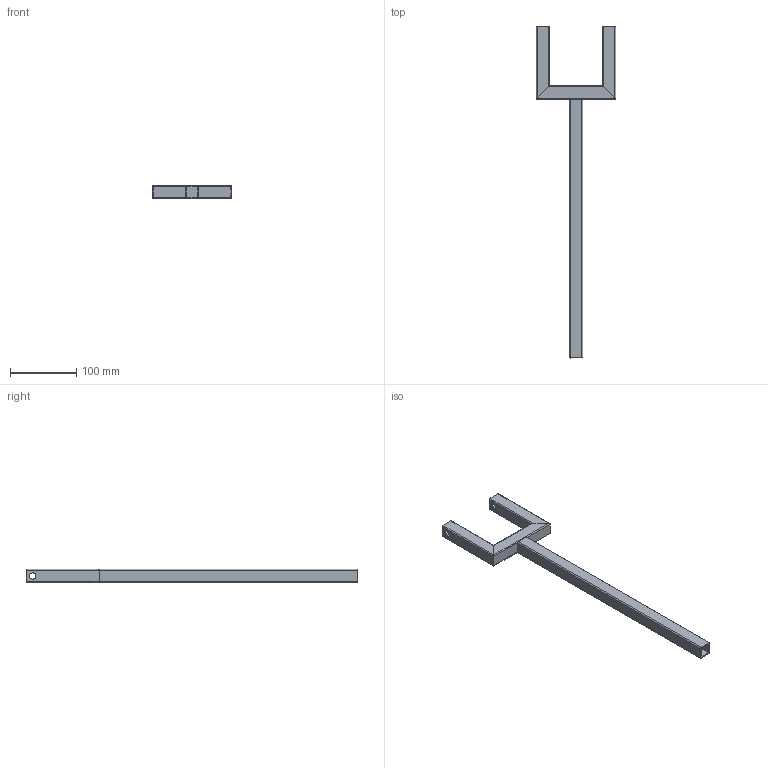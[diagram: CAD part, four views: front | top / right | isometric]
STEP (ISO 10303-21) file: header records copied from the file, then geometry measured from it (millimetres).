
FILE_DESCRIPTION (( 'STEP AP214' ), '1' );
FILE_NAME ('calffff_Default_sldprt.STEP', '2018-09-27T15:12:51', ( '' ), ( '' ), 'SwSTEP 2.0', 'SolidWorks 2016', '' );
FILE_SCHEMA (( 'AUTOMOTIVE_DESIGN' ));
Length unit declared in the file: millimetre
Products named in the file (1): calffff_Default_sldprt
Bounding box: 120 x 500 x 20 mm (x, y, z)
Volume: 97460.3 mm3; surface area: 98626.7 mm2
Topology: 4 solids, 4 shells, 64 faces, 168 edges, 112 vertices
Faces by surface type: plane 40, cylinder 24
Entity records: 2057 total; most frequent: CARTESIAN_POINT 393, ORIENTED_EDGE 336, DIRECTION 314, EDGE_CURVE 168, VECTOR 120, LINE 120, VERTEX_POINT 112, AXIS2_PLACEMENT_3D 97
